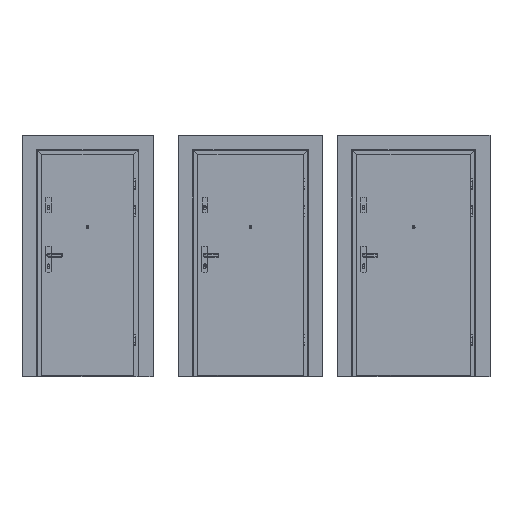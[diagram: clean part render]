
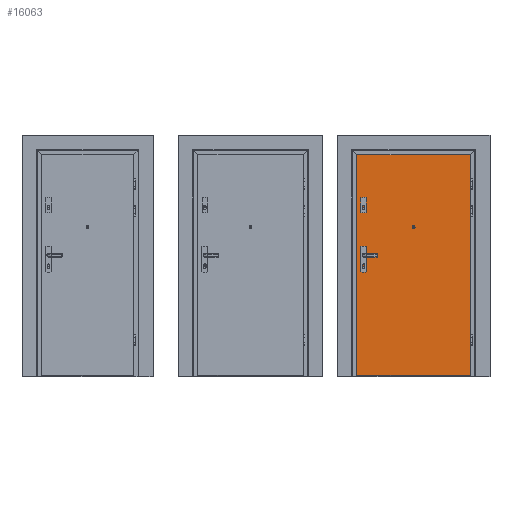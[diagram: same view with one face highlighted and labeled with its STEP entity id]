
A CAD part, front view. The second image highlights one B-rep face of the part: STEP entity #16063.
In plain terms, the highlighted planar face has unit normal (0, -1, 0).
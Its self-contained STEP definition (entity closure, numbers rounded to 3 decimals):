
#4743=FACE_BOUND('',#29292,.T.);
#4744=FACE_BOUND('',#29293,.T.);
#8345=CIRCLE('',#95000,13.);
#16063=ADVANCED_FACE('',(#4743,#4744),#18844,.T.);
#18844=PLANE('',#95001);
#29292=EDGE_LOOP('',(#52679));
#29293=EDGE_LOOP('',(#52680,#52681,#52682,#52683));
#52679=ORIENTED_EDGE('',*,*,#72787,.F.);
#52680=ORIENTED_EDGE('',*,*,#72724,.F.);
#52681=ORIENTED_EDGE('',*,*,#72786,.F.);
#52682=ORIENTED_EDGE('',*,*,#72557,.F.);
#52683=ORIENTED_EDGE('',*,*,#72729,.F.);
#60835=VERTEX_POINT('',#158034);
#60836=VERTEX_POINT('',#158036);
#60958=VERTEX_POINT('',#158588);
#60959=VERTEX_POINT('',#158590);
#60998=VERTEX_POINT('',#158741);
#72557=EDGE_CURVE('',#60835,#60836,#80210,.T.);
#72724=EDGE_CURVE('',#60958,#60959,#80295,.T.);
#72729=EDGE_CURVE('',#60959,#60835,#80299,.T.);
#72786=EDGE_CURVE('',#60836,#60958,#80333,.T.);
#72787=EDGE_CURVE('',#60998,#60998,#8345,.T.);
#80210=LINE('',#158035,#87764);
#80295=LINE('',#158589,#87849);
#80299=LINE('',#158598,#87853);
#80333=LINE('',#158738,#87887);
#87764=VECTOR('',#116103,1.);
#87849=VECTOR('',#116432,1.);
#87853=VECTOR('',#116442,1.);
#87887=VECTOR('',#116614,1.);
#95000=AXIS2_PLACEMENT_3D('',#158740,#116617,#116618);
#95001=AXIS2_PLACEMENT_3D('',#158742,#116619,#116620);
#116103=DIRECTION('',(0.,0.,-1.));
#116432=DIRECTION('',(0.,0.,1.));
#116442=DIRECTION('',(1.,0.,0.));
#116614=DIRECTION('',(-1.,0.,0.));
#116617=DIRECTION('',(0.,-1.,0.));
#116618=DIRECTION('',(0.,0.,-1.));
#116619=DIRECTION('',(0.,-1.,0.));
#116620=DIRECTION('',(0.,0.,-1.));
#158034=CARTESIAN_POINT('',(3522.,-50.,2032.));
#158035=CARTESIAN_POINT('',(3522.,-50.,-15.));
#158036=CARTESIAN_POINT('',(3522.,-50.,2.));
#158588=CARTESIAN_POINT('',(2478.,-50.,2.));
#158589=CARTESIAN_POINT('',(2478.,-50.,-15.));
#158590=CARTESIAN_POINT('',(2478.,-50.,2032.));
#158598=CARTESIAN_POINT('',(2553.,-50.,2032.));
#158738=CARTESIAN_POINT('',(2553.,-50.,2.));
#158740=CARTESIAN_POINT('',(3000.,-50.,1367.));
#158741=CARTESIAN_POINT('',(3000.,-50.,1354.));
#158742=CARTESIAN_POINT('',(3000.,-50.,0.));
